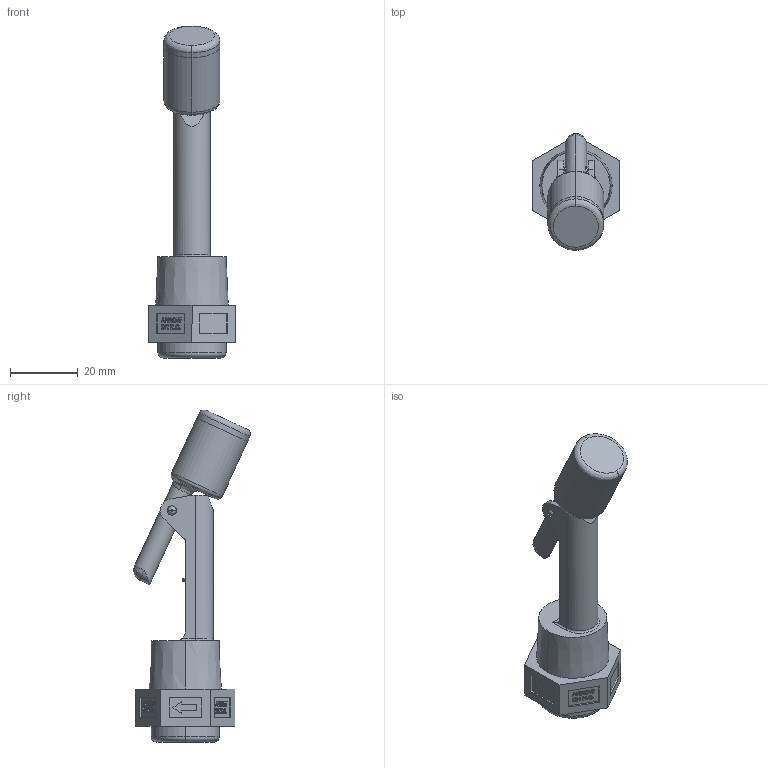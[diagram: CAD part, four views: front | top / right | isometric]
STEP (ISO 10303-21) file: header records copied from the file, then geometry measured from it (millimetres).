
FILE_DESCRIPTION (( 'STEP AP214' ), '1' );
FILE_NAME ('FLS-HM-500.STEP', '2022-03-28T17:07:36', ( '' ), ( '' ), 'SwSTEP 2.0', 'SolidWorks 2021', '' );
FILE_SCHEMA (( 'AUTOMOTIVE_DESIGN' ));
Length unit declared in the file: inch
Products named in the file (1): FLS-HM-500
Bounding box: 25.4 x 34.42 x 97.89 mm (x, y, z)
Volume: 14822.6 mm3; surface area: 11629.6 mm2
Topology: 6 solids, 6 shells, 582 faces, 1513 edges, 994 vertices
Faces by surface type: plane 367, bspline 131, cylinder 60, cone 14, torus 10
Entity records: 20304 total; most frequent: CARTESIAN_POINT 6801, ORIENTED_EDGE 3018, DIRECTION 2268, EDGE_CURVE 1509, LINE 1068, VECTOR 1068, VERTEX_POINT 994, EDGE_LOOP 647
